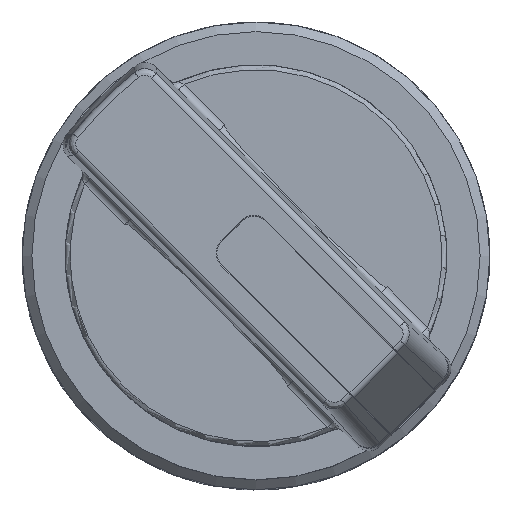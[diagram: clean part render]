
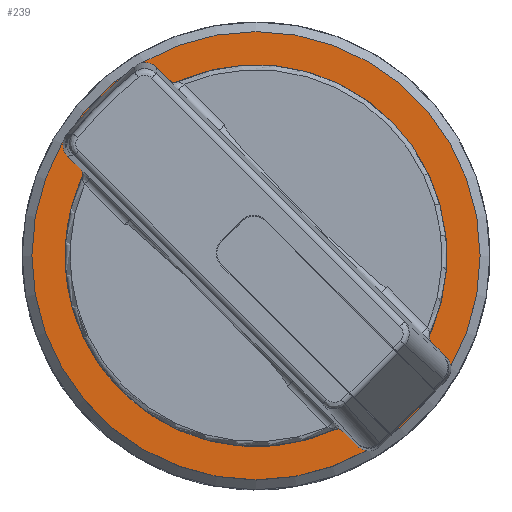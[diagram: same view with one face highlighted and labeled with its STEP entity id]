
A CAD part, top view. The second image highlights one B-rep face of the part: STEP entity #239.
In plain terms, the highlighted planar face has unit normal (0, 0, 1).
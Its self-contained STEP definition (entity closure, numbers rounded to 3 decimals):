
#239 = ADVANCED_FACE( '', ( #666, #667 ), #668, .F. );
#666 = FACE_BOUND( '', #1290, .T. );
#667 = FACE_OUTER_BOUND( '', #1291, .T. );
#668 = PLANE( '', #1292 );
#1290 = EDGE_LOOP( '', ( #2164 ) );
#1291 = EDGE_LOOP( '', ( #2165 ) );
#1292 = AXIS2_PLACEMENT_3D( '', #2166, #2167, #2168 );
#2164 = ORIENTED_EDGE( '', *, *, #3975, .F. );
#2165 = ORIENTED_EDGE( '', *, *, #3976, .F. );
#2166 = CARTESIAN_POINT( '', ( 0., 0., 11.4 ) );
#2167 = DIRECTION( '', ( 0., 0., -1. ) );
#2168 = DIRECTION( '', ( 0., -1., 0. ) );
#3975 = EDGE_CURVE( '', #4730, #4730, #4731, .F. );
#3976 = EDGE_CURVE( '', #4732, #4732, #4733, .T. );
#4730 = VERTEX_POINT( '', #5829 );
#4731 = CIRCLE( '', #5830, 11.75 );
#4732 = VERTEX_POINT( '', #5831 );
#4733 = CIRCLE( '', #5832, 13.8 );
#5829 = CARTESIAN_POINT( '', ( -11.75, 0., 11.4 ) );
#5830 = AXIS2_PLACEMENT_3D( '', #7535, #7536, #7537 );
#5831 = CARTESIAN_POINT( '', ( -13.8, 0., 11.4 ) );
#5832 = AXIS2_PLACEMENT_3D( '', #7538, #7539, #7540 );
#7535 = CARTESIAN_POINT( '', ( 0., 0., 11.4 ) );
#7536 = DIRECTION( '', ( 0., 0., -1. ) );
#7537 = DIRECTION( '', ( -1., 0., 0. ) );
#7538 = CARTESIAN_POINT( '', ( 0., 0., 11.4 ) );
#7539 = DIRECTION( '', ( 0., 0., -1. ) );
#7540 = DIRECTION( '', ( -1., 0., 0. ) );
